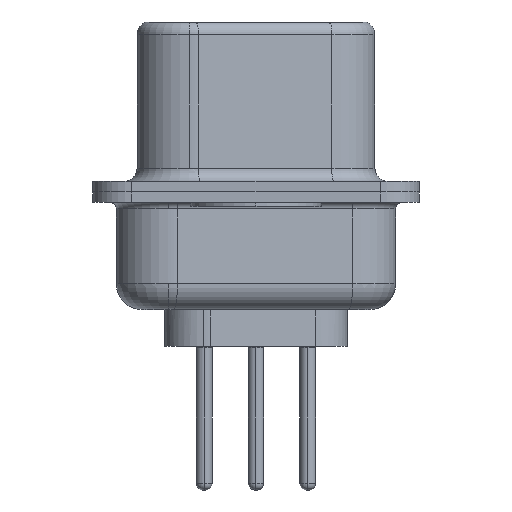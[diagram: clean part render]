
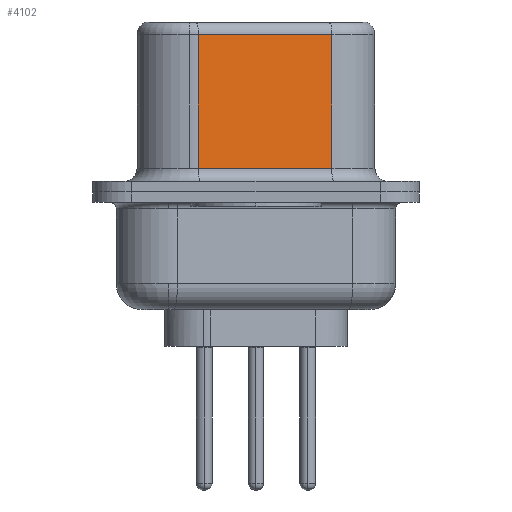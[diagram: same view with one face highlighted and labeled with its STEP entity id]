
A CAD part, left-side view. The second image highlights one B-rep face of the part: STEP entity #4102.
In plain terms, the highlighted planar face has unit normal (-0.985, -0.174, 0).
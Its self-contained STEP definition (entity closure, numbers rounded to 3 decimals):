
#1589 = VECTOR ( 'NONE', #24170, 1000. ) ;
#1752 = ORIENTED_EDGE ( 'NONE', *, *, #21803, .F. ) ;
#2031 = LINE ( 'NONE', #18139, #11587 ) ;
#3193 = ORIENTED_EDGE ( 'NONE', *, *, #4969, .T. ) ;
#3244 = VERTEX_POINT ( 'NONE', #15628 ) ;
#3602 = CARTESIAN_POINT ( 'NONE',  ( 4.58, -2.897, 6.52 ) ) ;
#3727 = CARTESIAN_POINT ( 'NONE',  ( 3.68, 2.203, 0.9 ) ) ;
#4102 = ADVANCED_FACE ( 'NONE', ( #15460 ), #21614, .F. ) ;
#4969 = EDGE_CURVE ( 'NONE', #20543, #13747, #19287, .T. ) ;
#5025 = DIRECTION ( 'NONE',  ( -0.174, 0.985, 0. ) ) ;
#5795 = CARTESIAN_POINT ( 'NONE',  ( 4.58, -2.897, 0.9 ) ) ;
#6884 = VERTEX_POINT ( 'NONE', #12409 ) ;
#7990 = LINE ( 'NONE', #16486, #22560 ) ;
#9154 = VECTOR ( 'NONE', #22753, 1000. ) ;
#9367 = EDGE_LOOP ( 'NONE', ( #1752, #16344, #10678, #3193 ) ) ;
#10678 = ORIENTED_EDGE ( 'NONE', *, *, #23221, .T. ) ;
#11587 = VECTOR ( 'NONE', #20016, 1000. ) ;
#12409 = CARTESIAN_POINT ( 'NONE',  ( 3.68, 2.203, 6.02 ) ) ;
#12504 = AXIS2_PLACEMENT_3D ( 'NONE', #3602, #22533, #21290 ) ;
#12814 = CARTESIAN_POINT ( 'NONE',  ( 3.68, 2.203, 6.52 ) ) ;
#13747 = VERTEX_POINT ( 'NONE', #5795 ) ;
#15460 = FACE_OUTER_BOUND ( 'NONE', #9367, .T. ) ;
#15628 = CARTESIAN_POINT ( 'NONE',  ( 4.58, -2.897, 6.02 ) ) ;
#16311 = LINE ( 'NONE', #12814, #1589 ) ;
#16344 = ORIENTED_EDGE ( 'NONE', *, *, #22577, .T. ) ;
#16486 = CARTESIAN_POINT ( 'NONE',  ( 4.58, -2.897, 6.02 ) ) ;
#18139 = CARTESIAN_POINT ( 'NONE',  ( 4.58, -2.897, 6.52 ) ) ;
#19287 = LINE ( 'NONE', #22787, #9154 ) ;
#20016 = DIRECTION ( 'NONE',  ( 0., 0., -1. ) ) ;
#20543 = VERTEX_POINT ( 'NONE', #3727 ) ;
#21290 = DIRECTION ( 'NONE',  ( -0.174, 0.985, 0. ) ) ;
#21614 = PLANE ( 'NONE',  #12504 ) ;
#21803 = EDGE_CURVE ( 'NONE', #3244, #13747, #2031, .T. ) ;
#22533 = DIRECTION ( 'NONE',  ( 0.985, 0.174, 0. ) ) ;
#22560 = VECTOR ( 'NONE', #5025, 1000. ) ;
#22577 = EDGE_CURVE ( 'NONE', #3244, #6884, #7990, .T. ) ;
#22753 = DIRECTION ( 'NONE',  ( 0.174, -0.985, 0. ) ) ;
#22787 = CARTESIAN_POINT ( 'NONE',  ( 4.58, -2.897, 0.9 ) ) ;
#23221 = EDGE_CURVE ( 'NONE', #6884, #20543, #16311, .T. ) ;
#24170 = DIRECTION ( 'NONE',  ( 0., 0., -1. ) ) ;
